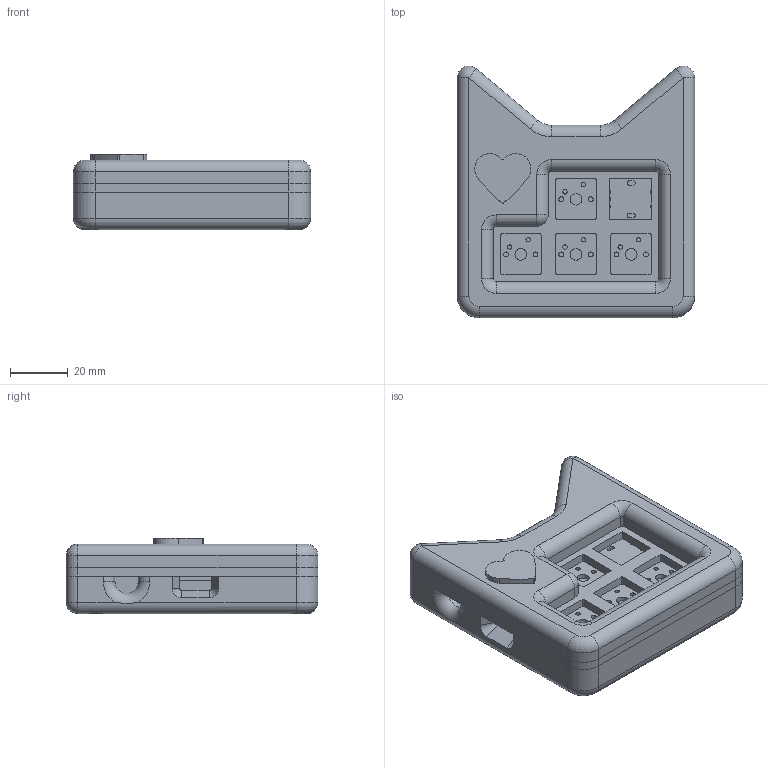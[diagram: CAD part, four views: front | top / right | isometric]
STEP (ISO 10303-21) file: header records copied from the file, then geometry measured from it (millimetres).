
FILE_DESCRIPTION(/* description */ ('STEP AP242','CAx-IF Rec.Pracs.---Representation and Presentation of Product Manufacturing Information (PMI)---4.0---2014-10-13','CAx-IF Rec.Pracs.---3D Tessellated Geometry---0.4---2014-09-14','2;1'),/* implementation_level */ '2;1');
FILE_NAME(/* name */ '6716f95a1dff0600dcb9486d',/* time_stamp */ '2024-10-22T01:01:15Z',/* author */ (''),/* organization */ (''),/* preprocessor_version */ 'ST-DEVELOPER v20',/* originating_system */ ' ',/* authorisation */ ' ');
FILE_SCHEMA (('AP242_MANAGED_MODEL_BASED_3D_ENGINEERING_MIM_LF { 1 0 10303 442 1 1 4 }'));
Length unit declared in the file: metre
Products named in the file (14): catpad final; Part 1; Part 4; Part 3; Part 2; hackpad 1 <1>; D_DO-35_SOD27_P7.62mm_Horizontal (4) <1>; D_DO-35_SOD27_P7.62mm_Horizontal; D_DO-35_SOD27_P7.62mm_Horizontal (3) <1>; D_DO-35_SOD27_P7.62mm_Horizontal (2) <1>; hackpad_PCB; D_DO-35_SOD27_P7.62mm_Horizontal (1) <1>; D_DO-35_SOD27_P7.62mm_Horizontal <1>
Assembly tree (21 placements, depth 4):
  catpad final
    Part 1
    Part 4
    Part 3
    Part 2
    hackpad 1 <1>
      D_DO-35_SOD27_P7.62mm_Horizontal (4) <1>
        D_DO-35_SOD27_P7.62mm_Horizontal
        D_DO-35_SOD27_P7.62mm_Horizontal
      D_DO-35_SOD27_P7.62mm_Horizontal (3) <1>
        D_DO-35_SOD27_P7.62mm_Horizontal
        D_DO-35_SOD27_P7.62mm_Horizontal
      D_DO-35_SOD27_P7.62mm_Horizontal (2) <1>
        D_DO-35_SOD27_P7.62mm_Horizontal
        D_DO-35_SOD27_P7.62mm_Horizontal
      hackpad_PCB
      D_DO-35_SOD27_P7.62mm_Horizontal (1) <1>
        D_DO-35_SOD27_P7.62mm_Horizontal
        D_DO-35_SOD27_P7.62mm_Horizontal
      D_DO-35_SOD27_P7.62mm_Horizontal <1>
        D_DO-35_SOD27_P7.62mm_Horizontal
        D_DO-35_SOD27_P7.62mm_Horizontal
Bounding box: 81.91 x 86.9 x 26 mm (x, y, z)
Volume: 97672.1 mm3; surface area: 51185.8 mm2
Topology: 15 solids, 15 shells, 371 faces, 901 edges, 566 vertices
Faces by surface type: cylinder 185, plane 121, torus 42, bspline 11, cone 7, sphere 5
Full cylindrical faces by diameter (mm): 0.5 x15, 0.8 x10, 1 x19, 1.5 x8, 1.7 x8, 2 x10, 2.02 x5, 3.4 x10, 4 x4, 4.7 x5, 6 x5
Entity records: 9773 total; most frequent: CARTESIAN_POINT 1828, DIRECTION 1676, ORIENTED_EDGE 1392, EDGE_CURVE 696, AXIS2_PLACEMENT_3D 686, EDGE_LOOP 528, FACE_BOUND 528, VERTEX_POINT 490
